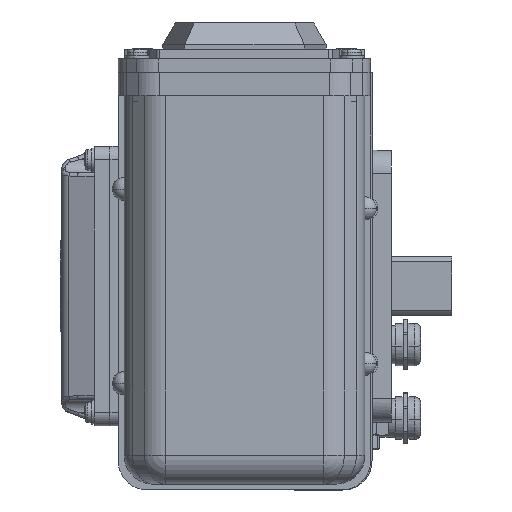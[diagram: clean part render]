
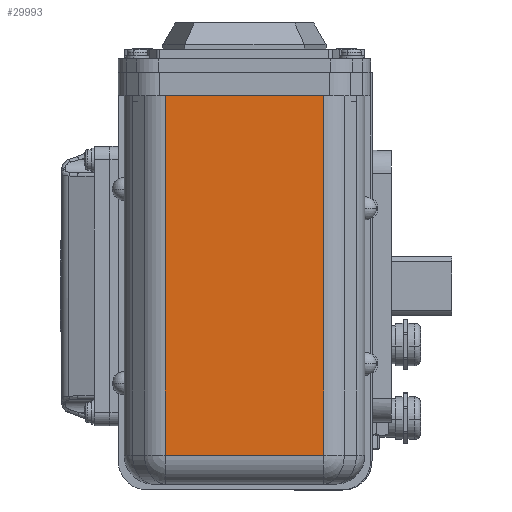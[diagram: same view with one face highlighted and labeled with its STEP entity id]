
A CAD part, left-side view. The second image highlights one B-rep face of the part: STEP entity #29993.
In plain terms, the highlighted planar face has unit normal (-1, 0, 0).
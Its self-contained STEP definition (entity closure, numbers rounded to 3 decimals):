
#27702 = DIRECTION ( 'NONE',  ( 0., 1., 0. ) ) ;
#27703 = DIRECTION ( 'NONE',  ( -1., 0., 0. ) ) ;
#27705 = CARTESIAN_POINT ( 'NONE',  ( -178., -61.3, 40. ) ) ;
#27706 = AXIS2_PLACEMENT_3D ( 'NONE', #27705, #27703, #27702 ) ;
#27707 = PLANE ( 'NONE',  #27706 ) ;
#27715 = FACE_OUTER_BOUND ( 'NONE', #29994, .T. ) ;
#27879 = CARTESIAN_POINT ( 'NONE',  ( -178., -40.087, 98. ) ) ;
#27882 = DIRECTION ( 'NONE',  ( 0., 0., 1. ) ) ;
#27883 = VECTOR ( 'NONE', #27882, 1000. ) ;
#27885 = CARTESIAN_POINT ( 'NONE',  ( -178., -40.087, 40. ) ) ;
#27887 = LINE ( 'NONE', #27885, #27883 ) ;
#27891 = CARTESIAN_POINT ( 'NONE',  ( -178., -40.087, -87. ) ) ;
#27893 = CARTESIAN_POINT ( 'NONE',  ( -178., 41.487, -87. ) ) ;
#27895 = DIRECTION ( 'NONE',  ( 0., -1., 0. ) ) ;
#27896 = VECTOR ( 'NONE', #27895, 1000. ) ;
#27897 = CARTESIAN_POINT ( 'NONE',  ( -178., -61.3, -87. ) ) ;
#27899 = LINE ( 'NONE', #27897, #27896 ) ;
#28004 = DIRECTION ( 'NONE',  ( 0., 0., -1. ) ) ;
#28005 = VECTOR ( 'NONE', #28004, 1000. ) ;
#28007 = CARTESIAN_POINT ( 'NONE',  ( -178., 41.487, 40. ) ) ;
#28009 = LINE ( 'NONE', #28007, #28005 ) ;
#28013 = CARTESIAN_POINT ( 'NONE',  ( -178., 41.487, 98. ) ) ;
#28014 = DIRECTION ( 'NONE',  ( 0., -1., 0. ) ) ;
#28016 = VECTOR ( 'NONE', #28014, 1000. ) ;
#28018 = CARTESIAN_POINT ( 'NONE',  ( -178., -61.3, 98. ) ) ;
#28019 = LINE ( 'NONE', #28018, #28016 ) ;
#29993 = ADVANCED_FACE ( 'NONE', ( #27715 ), #27707, .T. ) ;
#29994 = EDGE_LOOP ( 'NONE', ( #30093, #30098, #30104, #30110 ) ) ;
#30093 = ORIENTED_EDGE ( 'NONE', *, *, #30095, .T. ) ;
#30095 = EDGE_CURVE ( 'NONE', #30096, #30097, #27899, .T. ) ;
#30096 = VERTEX_POINT ( 'NONE', #27893 ) ;
#30097 = VERTEX_POINT ( 'NONE', #27891 ) ;
#30098 = ORIENTED_EDGE ( 'NONE', *, *, #30099, .T. ) ;
#30099 = EDGE_CURVE ( 'NONE', #30097, #30101, #27887, .T. ) ;
#30101 = VERTEX_POINT ( 'NONE', #27879 ) ;
#30104 = ORIENTED_EDGE ( 'NONE', *, *, #30105, .F. ) ;
#30105 = EDGE_CURVE ( 'NONE', #30108, #30101, #28019, .T. ) ;
#30108 = VERTEX_POINT ( 'NONE', #28013 ) ;
#30110 = ORIENTED_EDGE ( 'NONE', *, *, #30112, .T. ) ;
#30112 = EDGE_CURVE ( 'NONE', #30108, #30096, #28009, .T. ) ;
